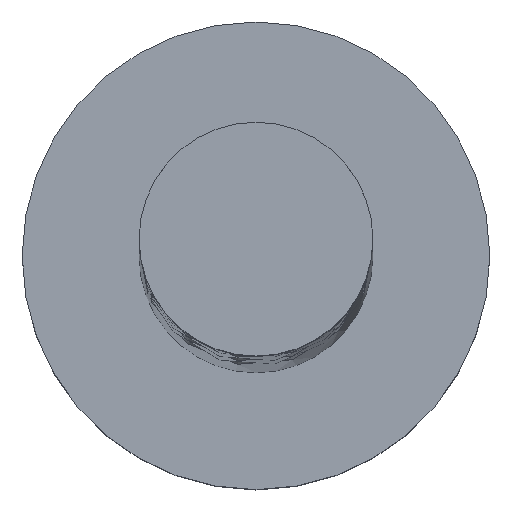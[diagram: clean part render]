
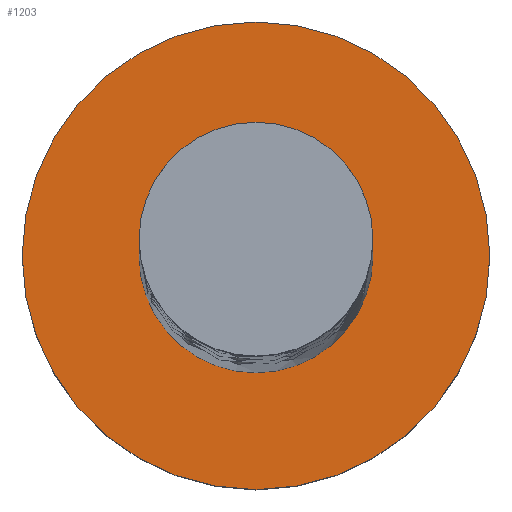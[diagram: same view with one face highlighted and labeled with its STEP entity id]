
A CAD part, top view. The second image highlights one B-rep face of the part: STEP entity #1203.
In plain terms, the highlighted planar face has unit normal (0, 0, 1).
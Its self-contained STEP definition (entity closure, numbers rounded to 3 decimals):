
#13 = VERTEX_POINT ( 'NONE', #707 ) ;
#32 = EDGE_LOOP ( 'NONE', ( #1873, #1353 ) ) ;
#51 = ORIENTED_EDGE ( 'NONE', *, *, #1350, .F. ) ;
#56 = DIRECTION ( 'NONE',  ( 1., 0., 0. ) ) ;
#87 = CIRCLE ( 'NONE', #145, 3. ) ;
#141 = VERTEX_POINT ( 'NONE', #1492 ) ;
#145 = AXIS2_PLACEMENT_3D ( 'NONE', #279, #1469, #1038 ) ;
#150 = DIRECTION ( 'NONE',  ( 0., 0., 1. ) ) ;
#205 = CIRCLE ( 'NONE', #392, 6. ) ;
#206 = DIRECTION ( 'NONE',  ( 0., 0., 1. ) ) ;
#216 = CARTESIAN_POINT ( 'NONE',  ( 0., 0., 5. ) ) ;
#244 = VERTEX_POINT ( 'NONE', #446 ) ;
#279 = CARTESIAN_POINT ( 'NONE',  ( 0., 0., 5. ) ) ;
#350 = FACE_OUTER_BOUND ( 'NONE', #32, .T. ) ;
#392 = AXIS2_PLACEMENT_3D ( 'NONE', #970, #536, #56 ) ;
#446 = CARTESIAN_POINT ( 'NONE',  ( 6., 0., 5. ) ) ;
#505 = DIRECTION ( 'NONE',  ( 1., 0., 0. ) ) ;
#536 = DIRECTION ( 'NONE',  ( 0., 0., 1. ) ) ;
#625 = AXIS2_PLACEMENT_3D ( 'NONE', #1039, #150, #1914 ) ;
#685 = AXIS2_PLACEMENT_3D ( 'NONE', #216, #826, #505 ) ;
#704 = EDGE_CURVE ( 'NONE', #13, #1574, #87, .T. ) ;
#707 = CARTESIAN_POINT ( 'NONE',  ( -3., 0., 5. ) ) ;
#816 = DIRECTION ( 'NONE',  ( 1., 0., 0. ) ) ;
#826 = DIRECTION ( 'NONE',  ( 0., 0., 1. ) ) ;
#893 = EDGE_CURVE ( 'NONE', #244, #141, #205, .T. ) ;
#949 = PLANE ( 'NONE',  #1760 ) ;
#966 = EDGE_LOOP ( 'NONE', ( #1081, #51 ) ) ;
#970 = CARTESIAN_POINT ( 'NONE',  ( 0., 0., 5. ) ) ;
#1038 = DIRECTION ( 'NONE',  ( 1., 0., 0. ) ) ;
#1039 = CARTESIAN_POINT ( 'NONE',  ( 0., 0., 5. ) ) ;
#1081 = ORIENTED_EDGE ( 'NONE', *, *, #704, .F. ) ;
#1174 = CIRCLE ( 'NONE', #685, 6. ) ;
#1175 = EDGE_CURVE ( 'NONE', #141, #244, #1174, .T. ) ;
#1203 = ADVANCED_FACE ( 'NONE', ( #1692, #350 ), #949, .T. ) ;
#1350 = EDGE_CURVE ( 'NONE', #1574, #13, #1576, .T. ) ;
#1353 = ORIENTED_EDGE ( 'NONE', *, *, #893, .T. ) ;
#1469 = DIRECTION ( 'NONE',  ( 0., 0., 1. ) ) ;
#1492 = CARTESIAN_POINT ( 'NONE',  ( -6., 0., 5. ) ) ;
#1544 = CARTESIAN_POINT ( 'NONE',  ( 0., 0., 5. ) ) ;
#1574 = VERTEX_POINT ( 'NONE', #1810 ) ;
#1576 = CIRCLE ( 'NONE', #625, 3. ) ;
#1692 = FACE_BOUND ( 'NONE', #966, .T. ) ;
#1760 = AXIS2_PLACEMENT_3D ( 'NONE', #1544, #206, #816 ) ;
#1810 = CARTESIAN_POINT ( 'NONE',  ( 3., 0., 5. ) ) ;
#1873 = ORIENTED_EDGE ( 'NONE', *, *, #1175, .T. ) ;
#1914 = DIRECTION ( 'NONE',  ( 1., 0., 0. ) ) ;
